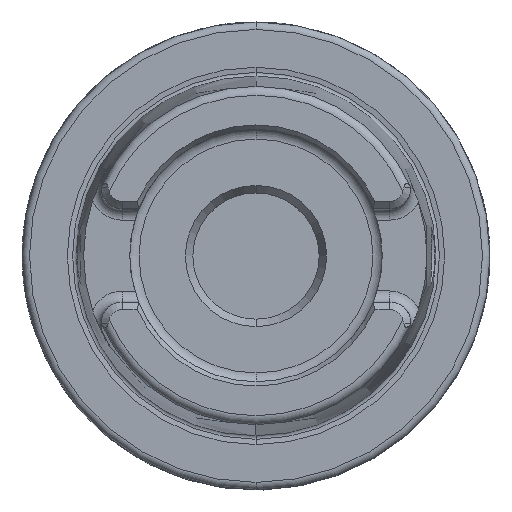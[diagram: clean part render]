
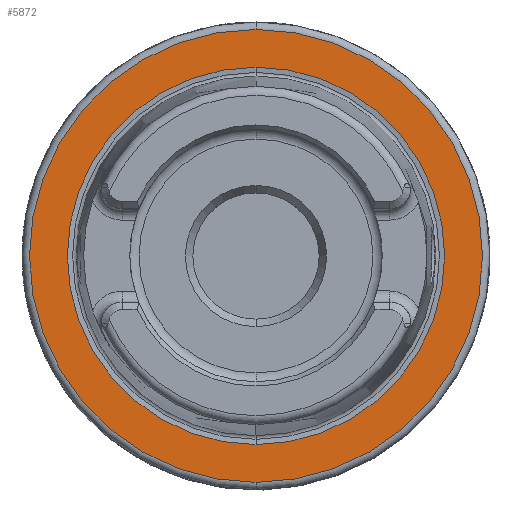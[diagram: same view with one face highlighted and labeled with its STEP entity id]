
A CAD part, top view. The second image highlights one B-rep face of the part: STEP entity #5872.
In plain terms, the highlighted planar face has unit normal (0, 0, 1).
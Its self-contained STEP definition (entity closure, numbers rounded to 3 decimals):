
#1571=CARTESIAN_POINT('',(0,0,26));
#1572=DIRECTION('',(0,0,1));
#1573=DIRECTION('',(0,1,0));
#1574=AXIS2_PLACEMENT_3D('',#1571,#1572,#1573);
#1576=CARTESIAN_POINT('',(0,0,26));
#1577=DIRECTION('',(0,0,1));
#1578=DIRECTION('',(0,-1,0));
#1579=AXIS2_PLACEMENT_3D('',#1576,#1577,#1578);
#1589=CARTESIAN_POINT('',(0,0,26));
#1590=DIRECTION('',(0,0,1));
#1591=DIRECTION('',(0,1,0));
#1592=AXIS2_PLACEMENT_3D('',#1589,#1590,#1591);
#1594=CARTESIAN_POINT('',(0,0,26));
#1595=DIRECTION('',(0,0,-1));
#1596=DIRECTION('',(0,1,0));
#1597=AXIS2_PLACEMENT_3D('',#1594,#1595,#1596);
#3776=CARTESIAN_POINT('',(0,25.409,26));
#3778=VERTEX_POINT('',#3776);
#3812=CARTESIAN_POINT('',(0,-25.409,26));
#3814=VERTEX_POINT('',#3812);
#3878=CARTESIAN_POINT('',(0,30.5,26));
#3879=CARTESIAN_POINT('',(0,-30.5,26));
#3880=VERTEX_POINT('',#3878);
#3881=VERTEX_POINT('',#3879);
#5856=CARTESIAN_POINT('',(0,0,26));
#5857=DIRECTION('',(0,0,-1));
#5858=DIRECTION('',(0,-1,0));
#5859=AXIS2_PLACEMENT_3D('',#5856,#5857,#5858);
#5860=PLANE('',#5859);
#5862=ORIENTED_EDGE('',*,*,#5861,.F.);
#5863=ORIENTED_EDGE('',*,*,#5846,.F.);
#5864=EDGE_LOOP('',(#5862,#5863));
#5865=FACE_OUTER_BOUND('',#5864,.F.);
#5867=ORIENTED_EDGE('',*,*,#5866,.T.);
#5869=ORIENTED_EDGE('',*,*,#5868,.F.);
#5870=EDGE_LOOP('',(#5867,#5869));
#5871=FACE_BOUND('',#5870,.F.);
#5872=ADVANCED_FACE('',(#5865,#5871),#5860,.F.);
#1575=CIRCLE('',#1574,30.5);
#1580=CIRCLE('',#1579,30.5);
#1593=CIRCLE('',#1592,25.409);
#1598=CIRCLE('',#1597,25.409);
#5846=EDGE_CURVE('',#3881,#3880,#1580,.T.);
#5861=EDGE_CURVE('',#3880,#3881,#1575,.T.);
#5866=EDGE_CURVE('',#3778,#3814,#1593,.T.);
#5868=EDGE_CURVE('',#3778,#3814,#1598,.T.);
